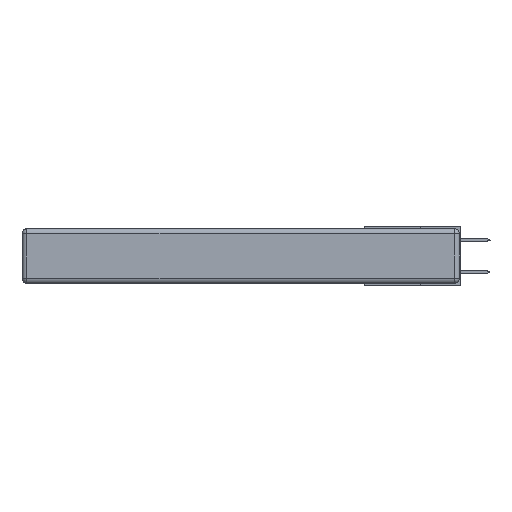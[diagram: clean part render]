
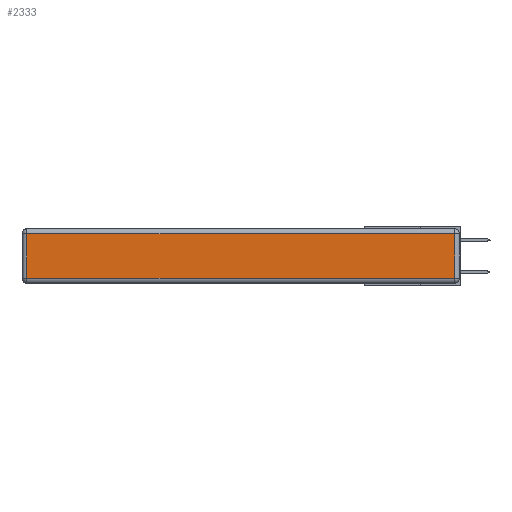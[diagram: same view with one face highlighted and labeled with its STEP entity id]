
A CAD part, left-side view. The second image highlights one B-rep face of the part: STEP entity #2333.
In plain terms, the highlighted planar face has unit normal (-1, 0, 0).
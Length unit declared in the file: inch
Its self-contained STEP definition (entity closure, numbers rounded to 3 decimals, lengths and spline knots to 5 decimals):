
#1755 = EDGE_CURVE ( 'NONE', #8066, #16894, #24083, .T. ) ;
#1882 = CARTESIAN_POINT ( 'NONE',  ( 0., 2.72, -0.03 ) ) ;
#2045 = PLANE ( 'NONE',  #3222 ) ;
#2283 = DIRECTION ( 'NONE',  ( 0., 0., -1. ) ) ;
#2327 = CARTESIAN_POINT ( 'NONE',  ( 0., 0.03, -0.313 ) ) ;
#2333 = ADVANCED_FACE ( 'NONE', ( #11071 ), #2045, .T. ) ;
#3222 = AXIS2_PLACEMENT_3D ( 'NONE', #21308, #14964, #4229 ) ;
#4177 = CARTESIAN_POINT ( 'NONE',  ( 0., 2.72, -0.343 ) ) ;
#4229 = DIRECTION ( 'NONE',  ( 0., 0., 1. ) ) ;
#4434 = VECTOR ( 'NONE', #2283, 39.37008 ) ;
#5040 = VECTOR ( 'NONE', #9504, 39.37008 ) ;
#6455 = CARTESIAN_POINT ( 'NONE',  ( 0., 0.03, -0.343 ) ) ;
#6477 = DIRECTION ( 'NONE',  ( 0., 0., 1. ) ) ;
#7242 = CARTESIAN_POINT ( 'NONE',  ( 0., 2.72, -0.313 ) ) ;
#7433 = LINE ( 'NONE', #4177, #4434 ) ;
#8066 = VERTEX_POINT ( 'NONE', #2327 ) ;
#9504 = DIRECTION ( 'NONE',  ( 0., 1., 0. ) ) ;
#9974 = VERTEX_POINT ( 'NONE', #1882 ) ;
#10063 = ORIENTED_EDGE ( 'NONE', *, *, #11971, .T. ) ;
#11071 = FACE_OUTER_BOUND ( 'NONE', #13805, .T. ) ;
#11744 = CARTESIAN_POINT ( 'NONE',  ( 0., 2.75, -0.03 ) ) ;
#11971 = EDGE_CURVE ( 'NONE', #9974, #16283, #7433, .T. ) ;
#12331 = LINE ( 'NONE', #21478, #21344 ) ;
#12667 = ORIENTED_EDGE ( 'NONE', *, *, #25317, .T. ) ;
#13622 = ORIENTED_EDGE ( 'NONE', *, *, #21544, .T. ) ;
#13805 = EDGE_LOOP ( 'NONE', ( #12667, #26362, #13622, #10063 ) ) ;
#14964 = DIRECTION ( 'NONE',  ( -1., 0., 0. ) ) ;
#16283 = VERTEX_POINT ( 'NONE', #7242 ) ;
#16894 = VERTEX_POINT ( 'NONE', #17523 ) ;
#17523 = CARTESIAN_POINT ( 'NONE',  ( 0., 0.03, -0.03 ) ) ;
#18732 = LINE ( 'NONE', #11744, #5040 ) ;
#18741 = VECTOR ( 'NONE', #6477, 39.37008 ) ;
#21308 = CARTESIAN_POINT ( 'NONE',  ( 0., 0., -0.343 ) ) ;
#21344 = VECTOR ( 'NONE', #23863, 39.37008 ) ;
#21478 = CARTESIAN_POINT ( 'NONE',  ( 0., 0., -0.313 ) ) ;
#21544 = EDGE_CURVE ( 'NONE', #16894, #9974, #18732, .T. ) ;
#23863 = DIRECTION ( 'NONE',  ( 0., -1., 0. ) ) ;
#24083 = LINE ( 'NONE', #6455, #18741 ) ;
#25317 = EDGE_CURVE ( 'NONE', #16283, #8066, #12331, .T. ) ;
#26362 = ORIENTED_EDGE ( 'NONE', *, *, #1755, .T. ) ;
